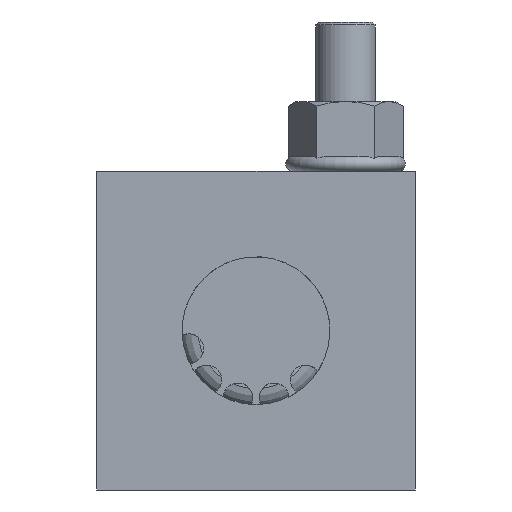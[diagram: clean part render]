
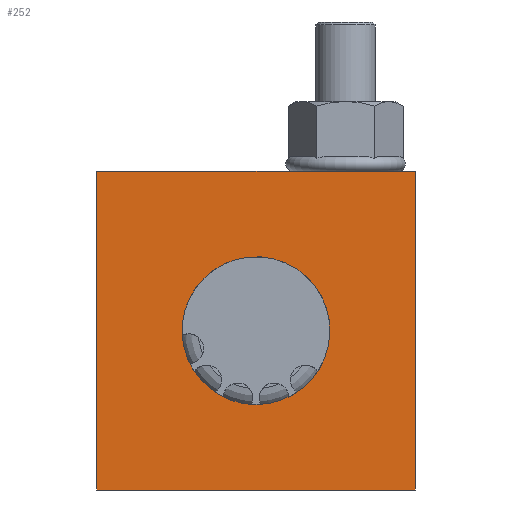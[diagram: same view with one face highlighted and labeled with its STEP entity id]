
A CAD part, left-side view. The second image highlights one B-rep face of the part: STEP entity #252.
In plain terms, the highlighted planar face has unit normal (-1, 0, 0).
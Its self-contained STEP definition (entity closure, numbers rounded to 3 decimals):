
#252 = ADVANCED_FACE( '', ( #561, #562 ), #563, .T. );
#561 = FACE_BOUND( '', #1012, .T. );
#562 = FACE_OUTER_BOUND( '', #1013, .T. );
#563 = PLANE( '', #1014 );
#1012 = EDGE_LOOP( '', ( #1502 ) );
#1013 = EDGE_LOOP( '', ( #1503, #1504, #1505, #1506 ) );
#1014 = AXIS2_PLACEMENT_3D( '', #1507, #1508, #1509 );
#1502 = ORIENTED_EDGE( '', *, *, #2358, .F. );
#1503 = ORIENTED_EDGE( '', *, *, #2359, .F. );
#1504 = ORIENTED_EDGE( '', *, *, #2360, .F. );
#1505 = ORIENTED_EDGE( '', *, *, #2325, .T. );
#1506 = ORIENTED_EDGE( '', *, *, #2361, .T. );
#1507 = CARTESIAN_POINT( '', ( -28.5, -32., -16. ) );
#1508 = DIRECTION( '', ( -1., 0., 0. ) );
#1509 = DIRECTION( '', ( 0., 0., 1. ) );
#2325 = EDGE_CURVE( '', #2673, #2674, #2675, .T. );
#2358 = EDGE_CURVE( '', #2728, #2728, #2729, .T. );
#2359 = EDGE_CURVE( '', #2730, #2731, #2732, .T. );
#2360 = EDGE_CURVE( '', #2673, #2730, #2733, .T. );
#2361 = EDGE_CURVE( '', #2674, #2731, #2734, .T. );
#2673 = VERTEX_POINT( '', #3201 );
#2674 = VERTEX_POINT( '', #3202 );
#2675 = LINE( '', #3203, #3204 );
#2728 = VERTEX_POINT( '', #3349 );
#2729 = CIRCLE( '', #3350, 7.425 );
#2730 = VERTEX_POINT( '', #3351 );
#2731 = VERTEX_POINT( '', #3352 );
#2732 = LINE( '', #3353, #3354 );
#2733 = LINE( '', #3355, #3356 );
#2734 = LINE( '', #3357, #3358 );
#3201 = CARTESIAN_POINT( '', ( -28.5, -32., -16. ) );
#3202 = CARTESIAN_POINT( '', ( -28.5, -32., 16. ) );
#3203 = CARTESIAN_POINT( '', ( -28.5, -32., -16. ) );
#3204 = VECTOR( '', #4092, 1000. );
#3349 = CARTESIAN_POINT( '', ( -28.5, -16., -7.425 ) );
#3350 = AXIS2_PLACEMENT_3D( '', #4128, #4129, #4130 );
#3351 = CARTESIAN_POINT( '', ( -28.5, 0., -16. ) );
#3352 = CARTESIAN_POINT( '', ( -28.5, 0., 16. ) );
#3353 = CARTESIAN_POINT( '', ( -28.5, 0., -16. ) );
#3354 = VECTOR( '', #4131, 1000. );
#3355 = CARTESIAN_POINT( '', ( -28.5, -32., -16. ) );
#3356 = VECTOR( '', #4132, 1000. );
#3357 = CARTESIAN_POINT( '', ( -28.5, -32., 16. ) );
#3358 = VECTOR( '', #4133, 1000. );
#4092 = DIRECTION( '', ( 0., 0., 1. ) );
#4128 = CARTESIAN_POINT( '', ( -28.5, -16., 0. ) );
#4129 = DIRECTION( '', ( -1., 0., 0. ) );
#4130 = DIRECTION( '', ( 0., 0., -1. ) );
#4131 = DIRECTION( '', ( 0., 0., 1. ) );
#4132 = DIRECTION( '', ( 0., 1., 0. ) );
#4133 = DIRECTION( '', ( 0., 1., 0. ) );
